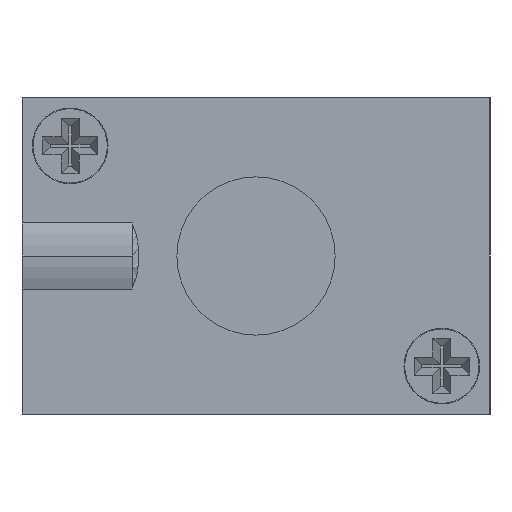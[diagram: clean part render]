
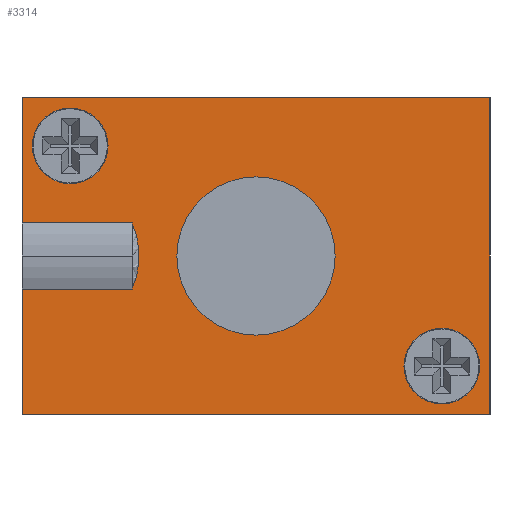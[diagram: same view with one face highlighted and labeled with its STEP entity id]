
A CAD part, left-side view. The second image highlights one B-rep face of the part: STEP entity #3314.
In plain terms, the highlighted face is planar.
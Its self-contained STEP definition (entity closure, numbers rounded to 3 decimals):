
#205 = EDGE_CURVE ( 'NONE', #3185, #3087, #4159, .T. ) ;
#206 = EDGE_CURVE ( 'NONE', #3099, #3185, #4162, .T. ) ;
#207 = EDGE_CURVE ( 'NONE', #3226, #3099, #4164, .T. ) ;
#208 = EDGE_CURVE ( 'NONE', #3115, #3226, #4166, .T. ) ;
#209 = EDGE_CURVE ( 'NONE', #3178, #3115, #4168, .T. ) ;
#210 = EDGE_CURVE ( 'NONE', #3250, #3147, #4171, .T. ) ;
#211 = EDGE_CURVE ( 'NONE', #3250, #3087, #4170, .T. ) ;
#212 = EDGE_CURVE ( 'NONE', #3140, #3260, #4173, .T. ) ;
#213 = EDGE_CURVE ( 'NONE', #3123, #3252, #4174, .T. ) ;
#214 = EDGE_CURVE ( 'NONE', #3155, #3108, #4176, .T. ) ;
#216 = EDGE_CURVE ( 'NONE', #3108, #3155, #4179, .T. ) ;
#220 = EDGE_CURVE ( 'NONE', #3252, #3123, #4185, .T. ) ;
#224 = EDGE_CURVE ( 'NONE', #3260, #3140, #4191, .T. ) ;
#242 = EDGE_CURVE ( 'NONE', #3147, #3178, #4216, .T. ) ;
#297 = AXIS2_PLACEMENT_3D ( 'NONE', #1251, #1250, #1249 ) ;
#298 = AXIS2_PLACEMENT_3D ( 'NONE', #1244, #1243, #1242 ) ;
#299 = AXIS2_PLACEMENT_3D ( 'NONE', #1241, #1240, #1239 ) ;
#300 = AXIS2_PLACEMENT_3D ( 'NONE', #1238, #1236, #1235 ) ;
#301 = AXIS2_PLACEMENT_3D ( 'NONE', #1232, #1231, #1230 ) ;
#303 = AXIS2_PLACEMENT_3D ( 'NONE', #1222, #1221, #1220 ) ;
#305 = AXIS2_PLACEMENT_3D ( 'NONE', #1211, #1209, #1208 ) ;
#412 = AXIS2_PLACEMENT_3D ( 'NONE', #2073, #2071, #2070 ) ;
#1074 = EDGE_LOOP ( 'NONE', ( #2516, #2517, #2518, #2519, #2520, #2521, #2522, #2523 ) ) ;
#1114 = EDGE_LOOP ( 'NONE', ( #2551, #2511 ) ) ;
#1117 = EDGE_LOOP ( 'NONE', ( #2514, #2515 ) ) ;
#1127 = EDGE_LOOP ( 'NONE', ( #2512, #2513 ) ) ;
#1160 = DIRECTION ( 'NONE',  ( 0., 1., 0. ) ) ;
#1161 = CARTESIAN_POINT ( 'NONE',  ( -2.398, 9., 13. ) ) ;
#1208 = DIRECTION ( 'NONE',  ( 1., 0., 0. ) ) ;
#1209 = DIRECTION ( 'NONE',  ( 0., 0., 1. ) ) ;
#1211 = CARTESIAN_POINT ( 'NONE',  ( -8., -13.5, 13. ) ) ;
#1220 = DIRECTION ( 'NONE',  ( 1., 0., 0. ) ) ;
#1221 = DIRECTION ( 'NONE',  ( 0., 0., 1. ) ) ;
#1222 = CARTESIAN_POINT ( 'NONE',  ( 8., 13.5, 13. ) ) ;
#1230 = DIRECTION ( 'NONE',  ( 1., 0., 0. ) ) ;
#1231 = DIRECTION ( 'NONE',  ( 0., 0., 1. ) ) ;
#1232 = CARTESIAN_POINT ( 'NONE',  ( 0., 0., 13. ) ) ;
#1235 = DIRECTION ( 'NONE',  ( 1., 0., 0. ) ) ;
#1236 = DIRECTION ( 'NONE',  ( 0., 0., 1. ) ) ;
#1238 = CARTESIAN_POINT ( 'NONE',  ( 0., 0., 13. ) ) ;
#1239 = DIRECTION ( 'NONE',  ( 1., 0., 0. ) ) ;
#1240 = DIRECTION ( 'NONE',  ( 0., 0., 1. ) ) ;
#1241 = CARTESIAN_POINT ( 'NONE',  ( 8., 13.5, 13. ) ) ;
#1242 = DIRECTION ( 'NONE',  ( 1., 0., 0. ) ) ;
#1243 = DIRECTION ( 'NONE',  ( 0., 0., 1. ) ) ;
#1244 = CARTESIAN_POINT ( 'NONE',  ( -8., -13.5, 13. ) ) ;
#1246 = DIRECTION ( 'NONE',  ( 0., 1., 0. ) ) ;
#1247 = CARTESIAN_POINT ( 'NONE',  ( 2.398, 9., 13. ) ) ;
#1249 = DIRECTION ( 'NONE',  ( 1., 0., 0. ) ) ;
#1250 = DIRECTION ( 'NONE',  ( 0., 0., -1. ) ) ;
#1251 = CARTESIAN_POINT ( 'NONE',  ( 0., 14.5, 13. ) ) ;
#1253 = DIRECTION ( 'NONE',  ( -1., 0., 0. ) ) ;
#1254 = CARTESIAN_POINT ( 'NONE',  ( -11.5, 17., 13. ) ) ;
#1256 = DIRECTION ( 'NONE',  ( 0., -1., 0. ) ) ;
#1257 = CARTESIAN_POINT ( 'NONE',  ( -11.5, 17., 13. ) ) ;
#1258 = DIRECTION ( 'NONE',  ( 1., 0., 0. ) ) ;
#1260 = CARTESIAN_POINT ( 'NONE',  ( -11.5, -17., 13. ) ) ;
#1261 = DIRECTION ( 'NONE',  ( 0., 1., 0. ) ) ;
#1262 = CARTESIAN_POINT ( 'NONE',  ( 11.5, 17., 13. ) ) ;
#1264 = DIRECTION ( 'NONE',  ( -1., 0., 0. ) ) ;
#1265 = CARTESIAN_POINT ( 'NONE',  ( -11.5, 17., 13. ) ) ;
#2070 = DIRECTION ( 'NONE',  ( 1., 0., 0. ) ) ;
#2071 = DIRECTION ( 'NONE',  ( 0., 0., 1. ) ) ;
#2073 = CARTESIAN_POINT ( 'NONE',  ( 11.5, -17., 13. ) ) ;
#2074 = PLANE ( 'NONE',  #412 ) ;
#2237 = CARTESIAN_POINT ( 'NONE',  ( -10.75, -13.5, 13. ) ) ;
#2246 = CARTESIAN_POINT ( 'NONE',  ( 5.25, 13.5, 13. ) ) ;
#2248 = CARTESIAN_POINT ( 'NONE',  ( 2.398, 9., 13. ) ) ;
#2274 = CARTESIAN_POINT ( 'NONE',  ( -11.5, -17., 13. ) ) ;
#2316 = CARTESIAN_POINT ( 'NONE',  ( 11.5, 17., 13. ) ) ;
#2324 = CARTESIAN_POINT ( 'NONE',  ( -2.398, 17., 13. ) ) ;
#2348 = CARTESIAN_POINT ( 'NONE',  ( 5.75, 0., 13. ) ) ;
#2356 = CARTESIAN_POINT ( 'NONE',  ( -2.398, 9., 13. ) ) ;
#2363 = CARTESIAN_POINT ( 'NONE',  ( -5.25, -13.5, 13. ) ) ;
#2381 = CARTESIAN_POINT ( 'NONE',  ( 10.75, 13.5, 13. ) ) ;
#2389 = CARTESIAN_POINT ( 'NONE',  ( -11.5, 17., 13. ) ) ;
#2396 = CARTESIAN_POINT ( 'NONE',  ( -5.75, 0., 13. ) ) ;
#2404 = CARTESIAN_POINT ( 'NONE',  ( 11.5, -17., 13. ) ) ;
#2408 = CARTESIAN_POINT ( 'NONE',  ( 2.398, 17., 13. ) ) ;
#2511 = ORIENTED_EDGE ( 'NONE', *, *, #216, .F. ) ;
#2512 = ORIENTED_EDGE ( 'NONE', *, *, #213, .F. ) ;
#2513 = ORIENTED_EDGE ( 'NONE', *, *, #220, .F. ) ;
#2514 = ORIENTED_EDGE ( 'NONE', *, *, #212, .F. ) ;
#2515 = ORIENTED_EDGE ( 'NONE', *, *, #224, .F. ) ;
#2516 = ORIENTED_EDGE ( 'NONE', *, *, #211, .F. ) ;
#2517 = ORIENTED_EDGE ( 'NONE', *, *, #210, .T. ) ;
#2518 = ORIENTED_EDGE ( 'NONE', *, *, #242, .T. ) ;
#2519 = ORIENTED_EDGE ( 'NONE', *, *, #209, .T. ) ;
#2520 = ORIENTED_EDGE ( 'NONE', *, *, #208, .T. ) ;
#2521 = ORIENTED_EDGE ( 'NONE', *, *, #207, .T. ) ;
#2522 = ORIENTED_EDGE ( 'NONE', *, *, #206, .T. ) ;
#2523 = ORIENTED_EDGE ( 'NONE', *, *, #205, .T. ) ;
#2551 = ORIENTED_EDGE ( 'NONE', *, *, #214, .F. ) ;
#2748 = FACE_BOUND ( 'NONE', #1114, .T. ) ;
#2749 = FACE_BOUND ( 'NONE', #1127, .T. ) ;
#2750 = FACE_BOUND ( 'NONE', #1117, .T. ) ;
#2751 = FACE_OUTER_BOUND ( 'NONE', #1074, .T. ) ;
#3087 = VERTEX_POINT ( 'NONE', #2408 ) ;
#3099 = VERTEX_POINT ( 'NONE', #2404 ) ;
#3108 = VERTEX_POINT ( 'NONE', #2396 ) ;
#3115 = VERTEX_POINT ( 'NONE', #2389 ) ;
#3123 = VERTEX_POINT ( 'NONE', #2381 ) ;
#3140 = VERTEX_POINT ( 'NONE', #2363 ) ;
#3147 = VERTEX_POINT ( 'NONE', #2356 ) ;
#3155 = VERTEX_POINT ( 'NONE', #2348 ) ;
#3178 = VERTEX_POINT ( 'NONE', #2324 ) ;
#3185 = VERTEX_POINT ( 'NONE', #2316 ) ;
#3226 = VERTEX_POINT ( 'NONE', #2274 ) ;
#3250 = VERTEX_POINT ( 'NONE', #2248 ) ;
#3252 = VERTEX_POINT ( 'NONE', #2246 ) ;
#3260 = VERTEX_POINT ( 'NONE', #2237 ) ;
#3314 = ADVANCED_FACE ( 'NONE', ( #2748, #2749, #2750, #2751 ), #2074, .T. ) ;
#4159 = LINE ( 'NONE', #1265, #4161 ) ;
#4161 = VECTOR ( 'NONE', #1264, 1000. ) ;
#4162 = LINE ( 'NONE', #1262, #4163 ) ;
#4163 = VECTOR ( 'NONE', #1261, 1000. ) ;
#4164 = LINE ( 'NONE', #1260, #4165 ) ;
#4165 = VECTOR ( 'NONE', #1258, 1000. ) ;
#4166 = LINE ( 'NONE', #1257, #4167 ) ;
#4167 = VECTOR ( 'NONE', #1256, 1000. ) ;
#4168 = LINE ( 'NONE', #1254, #4169 ) ;
#4169 = VECTOR ( 'NONE', #1253, 1000. ) ;
#4170 = LINE ( 'NONE', #1247, #4172 ) ;
#4171 = CIRCLE ( 'NONE', #297, 6. ) ;
#4172 = VECTOR ( 'NONE', #1246, 1000. ) ;
#4173 = CIRCLE ( 'NONE', #298, 2.75 ) ;
#4174 = CIRCLE ( 'NONE', #299, 2.75 ) ;
#4176 = CIRCLE ( 'NONE', #300, 5.75 ) ;
#4179 = CIRCLE ( 'NONE', #301, 5.75 ) ;
#4185 = CIRCLE ( 'NONE', #303, 2.75 ) ;
#4191 = CIRCLE ( 'NONE', #305, 2.75 ) ;
#4216 = LINE ( 'NONE', #1161, #4218 ) ;
#4218 = VECTOR ( 'NONE', #1160, 1000. ) ;
